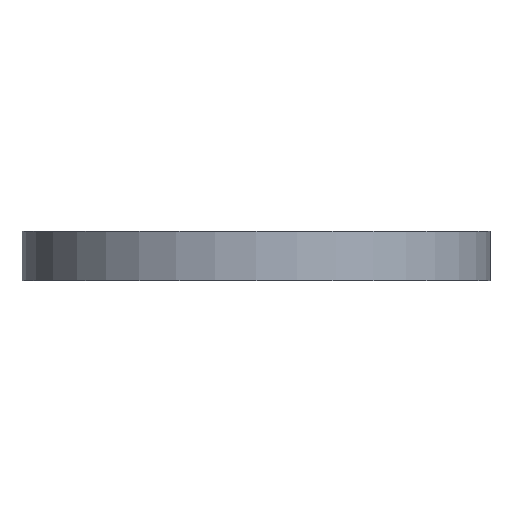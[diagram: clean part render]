
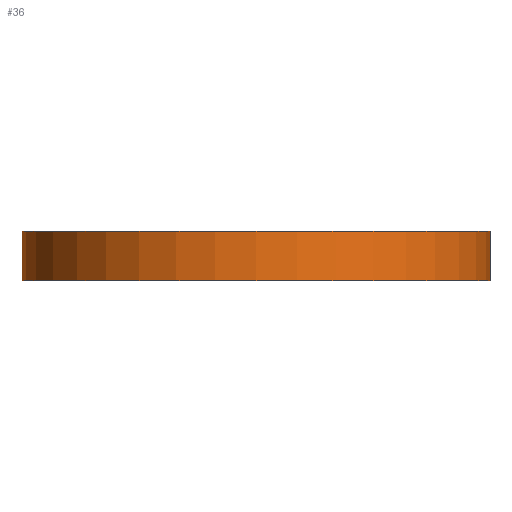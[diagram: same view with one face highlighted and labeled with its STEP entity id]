
A CAD part, front view. The second image highlights one B-rep face of the part: STEP entity #36.
In plain terms, the highlighted cylindrical face has radius 9.525 mm (diameter 19.05 mm), a partial arc.
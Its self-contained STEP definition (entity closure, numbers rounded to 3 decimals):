
#6 = DIRECTION ( 'NONE',  ( 1., 0., 0. ) ) ;
#16 = VERTEX_POINT ( 'NONE', #432 ) ;
#22 = VERTEX_POINT ( 'NONE', #143 ) ;
#36 = ADVANCED_FACE ( 'NONE', ( #206 ), #286, .T. ) ;
#55 = DIRECTION ( 'NONE',  ( 1., 0., 0. ) ) ;
#57 = CARTESIAN_POINT ( 'NONE',  ( 9.525, 0., -2. ) ) ;
#58 = ORIENTED_EDGE ( 'NONE', *, *, #684, .F. ) ;
#62 = ORIENTED_EDGE ( 'NONE', *, *, #353, .T. ) ;
#100 = VERTEX_POINT ( 'NONE', #641 ) ;
#143 = CARTESIAN_POINT ( 'NONE',  ( 9.525, 0., -2. ) ) ;
#145 = CARTESIAN_POINT ( 'NONE',  ( 0., 0., 0. ) ) ;
#154 = EDGE_LOOP ( 'NONE', ( #58, #62, #261, #462 ) ) ;
#160 = CIRCLE ( 'NONE', #421, 9.525 ) ;
#184 = DIRECTION ( 'NONE',  ( 0., 0., 1. ) ) ;
#206 = FACE_OUTER_BOUND ( 'NONE', #154, .T. ) ;
#214 = CARTESIAN_POINT ( 'NONE',  ( 0., 0., -2. ) ) ;
#261 = ORIENTED_EDGE ( 'NONE', *, *, #746, .T. ) ;
#286 = CYLINDRICAL_SURFACE ( 'NONE', #750, 9.525 ) ;
#317 = LINE ( 'NONE', #382, #424 ) ;
#353 = EDGE_CURVE ( 'NONE', #100, #22, #676, .T. ) ;
#382 = CARTESIAN_POINT ( 'NONE',  ( -9.525, 0., -2. ) ) ;
#394 = EDGE_CURVE ( 'NONE', #692, #16, #160, .T. ) ;
#421 = AXIS2_PLACEMENT_3D ( 'NONE', #145, #471, #55 ) ;
#424 = VECTOR ( 'NONE', #579, 1000. ) ;
#432 = CARTESIAN_POINT ( 'NONE',  ( 9.525, 0., 0. ) ) ;
#462 = ORIENTED_EDGE ( 'NONE', *, *, #394, .F. ) ;
#464 = DIRECTION ( 'NONE',  ( 1., 0., 0. ) ) ;
#471 = DIRECTION ( 'NONE',  ( 0., 0., 1. ) ) ;
#473 = DIRECTION ( 'NONE',  ( 0., 0., 1. ) ) ;
#524 = VECTOR ( 'NONE', #184, 1000. ) ;
#554 = CARTESIAN_POINT ( 'NONE',  ( 0., 0., -2. ) ) ;
#579 = DIRECTION ( 'NONE',  ( 0., 0., 1. ) ) ;
#641 = CARTESIAN_POINT ( 'NONE',  ( -9.525, 0., -2. ) ) ;
#676 = CIRCLE ( 'NONE', #753, 9.525 ) ;
#677 = DIRECTION ( 'NONE',  ( 0., 0., 1. ) ) ;
#684 = EDGE_CURVE ( 'NONE', #100, #692, #317, .T. ) ;
#692 = VERTEX_POINT ( 'NONE', #713 ) ;
#713 = CARTESIAN_POINT ( 'NONE',  ( -9.525, 0., 0. ) ) ;
#723 = LINE ( 'NONE', #57, #524 ) ;
#746 = EDGE_CURVE ( 'NONE', #22, #16, #723, .T. ) ;
#750 = AXIS2_PLACEMENT_3D ( 'NONE', #554, #677, #6 ) ;
#753 = AXIS2_PLACEMENT_3D ( 'NONE', #214, #473, #464 ) ;
